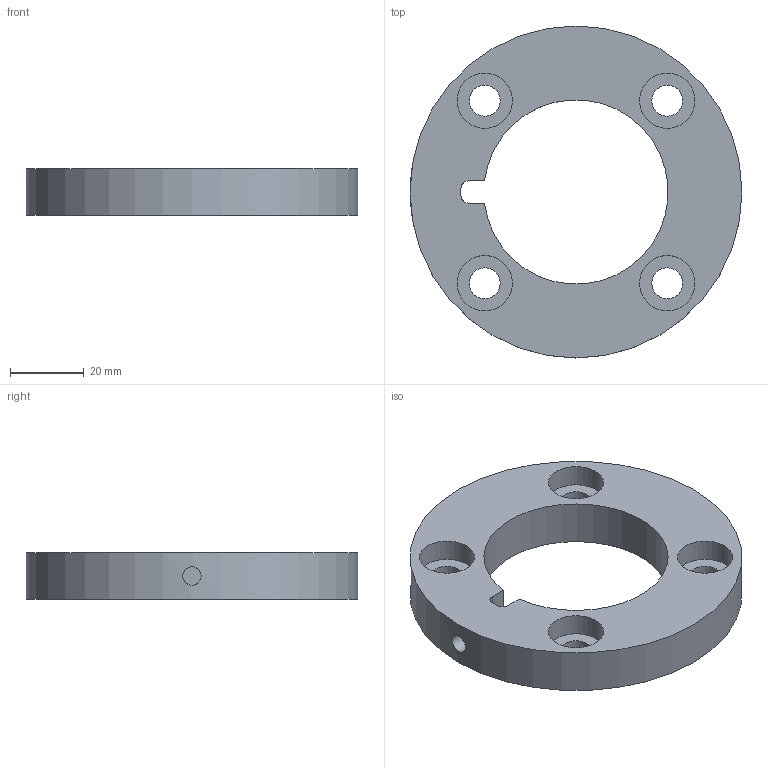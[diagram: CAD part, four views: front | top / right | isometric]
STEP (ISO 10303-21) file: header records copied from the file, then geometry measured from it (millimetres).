
FILE_DESCRIPTION (( 'STEP AP214' ), '1' );
FILE_NAME ('ZAK Anbauflansch STEP.STEP', '2024-12-13T09:11:56', ( '' ), ( '' ), 'SwSTEP 2.0', 'SolidWorks 2023', '' );
FILE_SCHEMA (( 'AUTOMOTIVE_DESIGN' ));
Length unit declared in the file: millimetre
Products named in the file (1): ZAK Anbauflansch STEP
Bounding box: 90 x 90 x 12.5 mm (x, y, z)
Volume: 48597.4 mm3; surface area: 15916.8 mm2
Topology: 1 solids, 1 shells, 23 faces, 54 edges, 36 vertices
Faces by surface type: cylinder 13, plane 10
Full cylindrical faces by diameter (mm): 5 x1, 8.4 x4, 15 x4, 90 x1
Entity records: 759 total; most frequent: CARTESIAN_POINT 205, DIRECTION 114, ORIENTED_EDGE 86, AXIS2_PLACEMENT_3D 50, EDGE_LOOP 48, EDGE_CURVE 43, VERTEX_POINT 35, FACE_OUTER_BOUND 33
